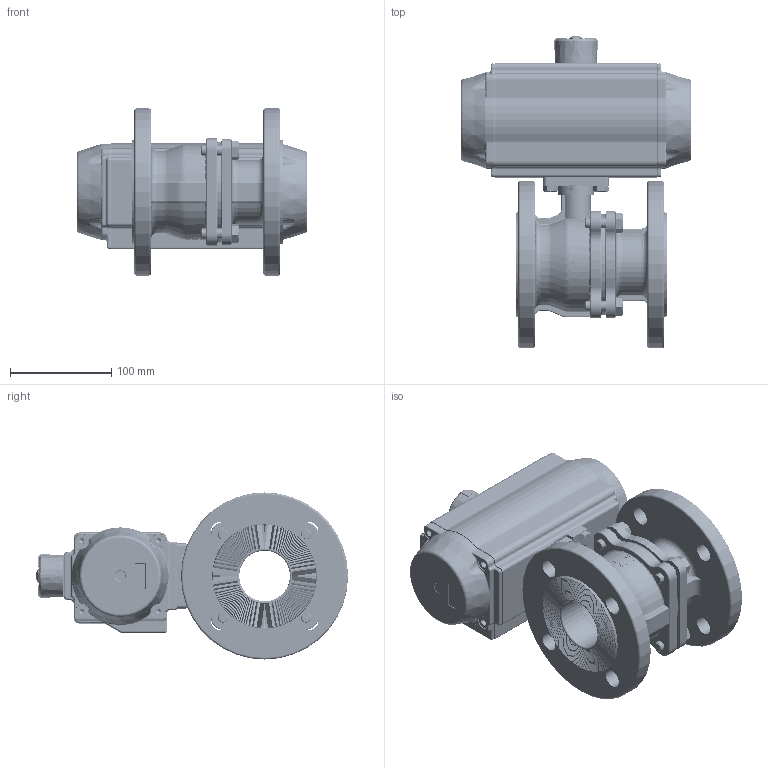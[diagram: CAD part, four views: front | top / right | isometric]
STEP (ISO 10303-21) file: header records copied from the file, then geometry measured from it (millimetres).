
FILE_DESCRIPTION(/* description */ ('Unknown'),/* implementation_level */ '2;1');
FILE_NAME(/* name */ 'PE04 0920-09',/* time_stamp */ '2025-02-24T10:07:42+01:00',/* author */ ('Unknown'),/* organization */ ('Unknown'),/* preprocessor_version */ 'ST-DEVELOPER v19.4',/* originating_system */ 'Solid Edge',/* authorisation */ 'Unknown');
FILE_SCHEMA (('AUTOMOTIVE_DESIGN {1 0 10303 214 3 1 1}'));
Products named in the file (22): PE04 0920-09; 920-09; MV-24D-FS-DN50; MV-24D-LZ-DN50; MV-24D-DD-DN50; MV-24D-FG-DN50; MV-24D-M-DN50; MV-24D-FGM-DN50; MV-24D-O-DN50; MV-24D-T(J)-DN50; MV-24D-G(J)-DN50; DIN 933 M8x22 A2-70 BLK_EDST; PD05_PE04; VTE85____; Optische Anzeige; ______; ________(___________; cup head nib bolts with large head gb_GB_FASTENER_BOLT_CHNBW M6X25-N; huosai85; zhou85; vt85-2016-06-25  _______MIR; vt85-2016-06-25
Assembly tree (32 placements, depth 4):
  PE04 0920-09
    920-09
      MV-24D-FS-DN50
      MV-24D-LZ-DN50  x4
      MV-24D-DD-DN50  x2
      MV-24D-FG-DN50
      MV-24D-M-DN50
      MV-24D-FGM-DN50
      MV-24D-O-DN50
      MV-24D-T(J)-DN50
      MV-24D-G(J)-DN50
    DIN 933 M8x22 A2-70 BLK_EDST  x4
    PD05_PE04
      VTE85____
      Optische Anzeige
        ______
        ________(___________  x4
        cup head nib bolts with large head gb_GB_FASTENER_BOLT_CHNBW M6X25-N
      huosai85  x2
      zhou85
      vt85-2016-06-25  _______MIR
      vt85-2016-06-25
Bounding box: 228 x 308.31 x 165 mm (x, y, z)
Volume: 2189061.3 mm3; surface area: 538281.2 mm2
Topology: 29 solids, 29 shells, 3724 faces, 9106 edges, 5605 vertices
Faces by surface type: plane 1069, cylinder 888, bspline 789, torus 577, cone 387, sphere 14
Full cylindrical faces by diameter (mm): 3 x16, 3.3 x8, 4 x2, 4.134 x8, 4.66 x1, 4.917 x13, 5 x2, 6 x1, 6.2 x1, 6.647 x6, 8 x4, 8.8 x4, 10 x4, 11.445 x2, 12 x6, 13 x14, 13.4 x1, 16.2 x1, 16.5 x2, 18 x10, 18.1 x1, 18.4 x2, 18.7 x1, 20 x7, 22.5 x1, 22.7 x2, 23 x12, 26 x1, 27 x1, 27.5 x2
Entity records: 126334 total; most frequent: CARTESIAN_POINT 63190, ORIENTED_EDGE 13486, DIRECTION 11586, EDGE_CURVE 6743, AXIS2_PLACEMENT_3D 4678, VERTEX_POINT 4428, FACE_BOUND 3665, EDGE_LOOP 3652
